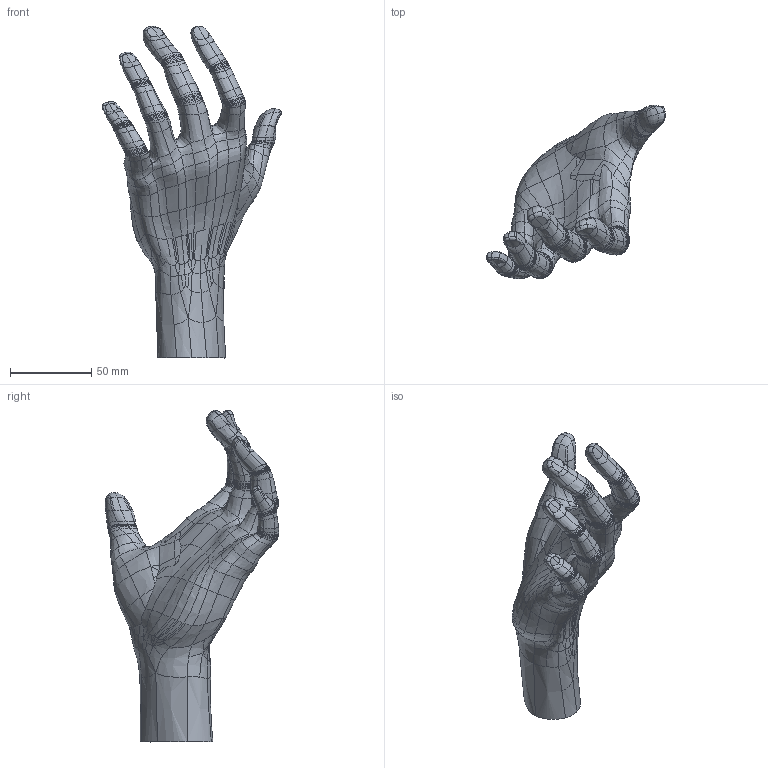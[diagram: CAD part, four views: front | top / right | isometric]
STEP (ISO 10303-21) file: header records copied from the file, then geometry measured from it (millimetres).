
FILE_DESCRIPTION(('FreeCAD Model'),'2;1');
FILE_NAME('Open CASCADE Shape Model','2025-04-29T18:19:31',('FreeCAD'),( 'FreeCAD'),'Open CASCADE STEP processor 7.6','FreeCAD','Unknown');
FILE_SCHEMA(('AUTOMOTIVE_DESIGN { 1 0 10303 214 1 1 1 1 }'));
Products named in the file (1): Open CASCADE STEP translator 7.6 1
Bounding box: 109.87 x 106.34 x 203.7 mm (x, y, z)
Surface area: 41542.2 mm2 (no closed solid volume)
Topology: 0 solids, 1 shells, 949 faces, 2004 edges, 1055 vertices
Faces by surface type: bspline 949
Entity records: 142510 total; most frequent: CARTESIAN_POINT 129635, ORIENTED_EDGE 4002, EDGE_CURVE 2003, B_SPLINE_CURVE_WITH_KNOTS 2002, VERTEX_POINT 1055, ADVANCED_FACE 949, FACE_BOUND 949, EDGE_LOOP 949
